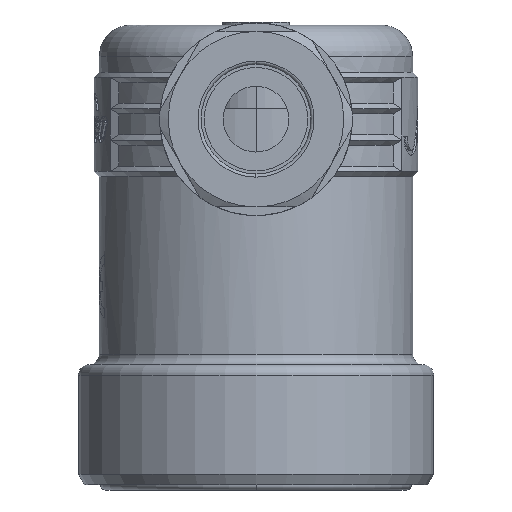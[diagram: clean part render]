
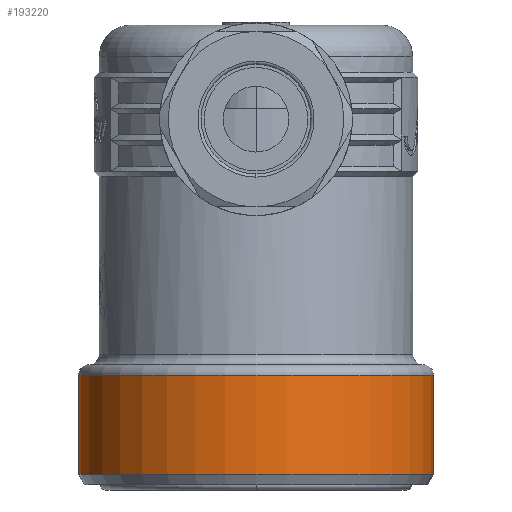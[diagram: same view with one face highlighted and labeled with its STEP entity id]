
A CAD part, front view. The second image highlights one B-rep face of the part: STEP entity #193220.
In plain terms, the highlighted cylindrical face has radius 17 mm (diameter 34 mm), a partial arc.
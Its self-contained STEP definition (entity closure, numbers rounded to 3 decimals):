
#4090=CARTESIAN_POINT('',(-17.,0.,1.));
#4100=VERTEX_POINT('',#4090);
#4130=CARTESIAN_POINT('',(0.,0.,1.));
#4140=DIRECTION('',(0.,0.,1.));
#4150=DIRECTION('',(1.,0.,0.));
#4160=AXIS2_PLACEMENT_3D('',#4130,#4140,#4150);
#4170=CIRCLE('',#4160,17.);
#4180=CARTESIAN_POINT('',(17.,0.,1.));
#4190=VERTEX_POINT('',#4180);
#4200=EDGE_CURVE('',#4100,#4190,#4170,.T.);
#6870=CARTESIAN_POINT('',(17.,0.,10.5));
#6880=VERTEX_POINT('',#6870);
#6910=CARTESIAN_POINT('',(0.,0.,10.5));
#6920=DIRECTION('',(0.,0.,1.));
#6930=DIRECTION('',(1.,0.,0.));
#6940=AXIS2_PLACEMENT_3D('',#6910,#6920,#6930);
#6950=CIRCLE('',#6940,17.);
#6960=CARTESIAN_POINT('',(-17.,0.,10.5));
#6970=VERTEX_POINT('',#6960);
#6980=EDGE_CURVE('',#6970,#6880,#6950,.T.);
#193010=CARTESIAN_POINT('',(0.,0.,0.));
#193020=DIRECTION('',(0.,0.,1.));
#193030=DIRECTION('',(1.,0.,0.));
#193040=AXIS2_PLACEMENT_3D('',#193010,#193020,#193030);
#193050=CYLINDRICAL_SURFACE('',#193040,17.);
#193060=CARTESIAN_POINT('',(17.,0.,0.));
#193070=DIRECTION('',(0.,0.,1.));
#193080=VECTOR('',#193070,1.);
#193090=LINE('',#193060,#193080);
#193100=EDGE_CURVE('',#4190,#6880,#193090,.T.);
#193110=ORIENTED_EDGE('',*,*,#193100,.T.);
#193120=ORIENTED_EDGE('',*,*,#4200,.T.);
#193130=CARTESIAN_POINT('',(-17.,0.,0.));
#193140=DIRECTION('',(0.,0.,1.));
#193150=VECTOR('',#193140,1.);
#193160=LINE('',#193130,#193150);
#193170=EDGE_CURVE('',#4100,#6970,#193160,.T.);
#193180=ORIENTED_EDGE('',*,*,#193170,.F.);
#193190=ORIENTED_EDGE('',*,*,#6980,.F.);
#193200=EDGE_LOOP('',(#193190,#193180,#193120,#193110));
#193210=FACE_OUTER_BOUND('',#193200,.T.);
#193220=ADVANCED_FACE('',(#193210),#193050,.T.);
